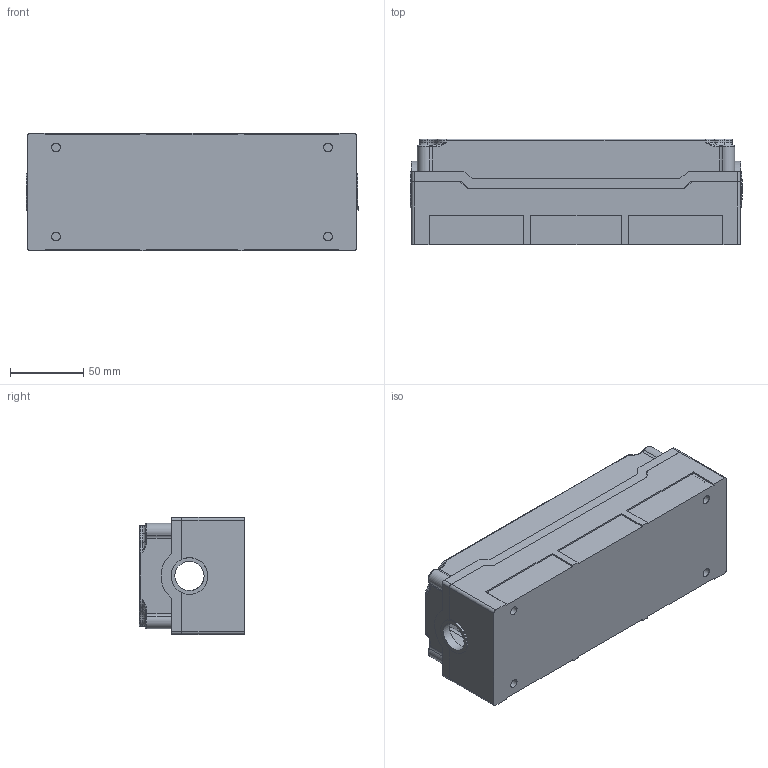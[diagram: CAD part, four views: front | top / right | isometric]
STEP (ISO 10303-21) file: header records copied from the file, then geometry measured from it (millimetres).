
FILE_DESCRIPTION(/* description */ (''),/* implementation_level */ '2;1');
FILE_NAME(/* name */ '7006G13.stp',/* time_stamp */ '2016-06-30T16:03:55-04:00',/* author */ ('CAD Station'),/* organization */ (''),/* preprocessor_version */ 'ST-DEVELOPER v16.1',/* originating_system */ 'Autodesk Inventor 2016',/* authorisation */ '');
FILE_SCHEMA (('AUTOMOTIVE_DESIGN { 1 0 10303 214 3 1 1 }'));
Length unit declared in the file: millimetre
Products named in the file (4): 7006G13_B; 7006G13_T; Screw; 7006G13
Assembly tree (6 placements, depth 2):
  7006G13
    7006G13_B
    7006G13_T
    Screw  x4
Bounding box: 227 x 72 x 80 mm (x, y, z)
Volume: 350085.3 mm3; surface area: 160815.3 mm2
Topology: 6 solids, 6 shells, 634 faces, 1686 edges, 1072 vertices
Faces by surface type: plane 300, cylinder 258, torus 42, bspline 24, sphere 6, cone 4
Full cylindrical faces by diameter (mm): 3 x12, 6 x4, 7.5 x4, 8 x4, 20 x2, 25 x2, 30 x4
Entity records: 18111 total; most frequent: CARTESIAN_POINT 3902, DIRECTION 3040, ORIENTED_EDGE 2888, EDGE_CURVE 1444, AXIS2_PLACEMENT_3D 1094, VERTEX_POINT 940, LINE 852, VECTOR 852
